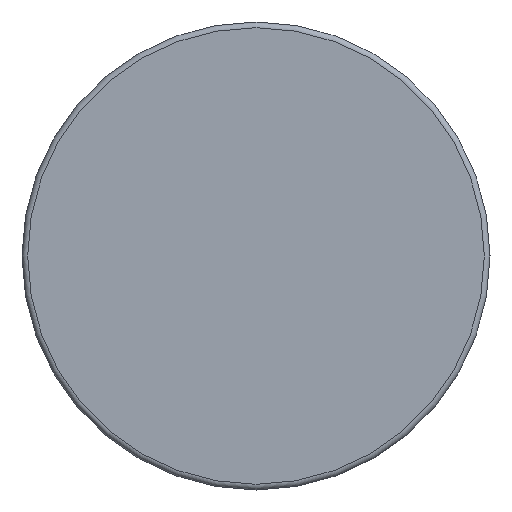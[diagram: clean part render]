
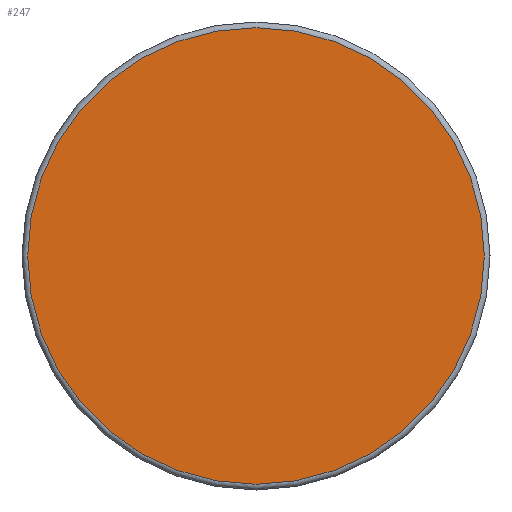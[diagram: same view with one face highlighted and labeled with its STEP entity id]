
A CAD part, left-side view. The second image highlights one B-rep face of the part: STEP entity #247.
In plain terms, the highlighted planar face has unit normal (-1, 0, 0).
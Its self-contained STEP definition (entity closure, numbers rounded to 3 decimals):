
#31=CIRCLE('',#282,20.);
#49=ORIENTED_EDGE('',*,*,#101,.F.);
#101=EDGE_CURVE('',#127,#127,#31,.T.);
#127=VERTEX_POINT('',#409);
#170=EDGE_LOOP('',(#49));
#204=FACE_BOUND('',#170,.T.);
#237=PLANE('',#281);
#247=ADVANCED_FACE('',(#204),#237,.F.);
#281=AXIS2_PLACEMENT_3D('',#407,#323,#324);
#282=AXIS2_PLACEMENT_3D('',#408,#325,#326);
#323=DIRECTION('',(1.,0.,0.));
#324=DIRECTION('',(0.,0.,-1.));
#325=DIRECTION('',(1.,0.,0.));
#326=DIRECTION('',(0.,0.,-1.));
#407=CARTESIAN_POINT('',(-33.5,0.,0.));
#408=CARTESIAN_POINT('',(-33.5,0.,0.));
#409=CARTESIAN_POINT('',(-33.5,0.,-20.));
